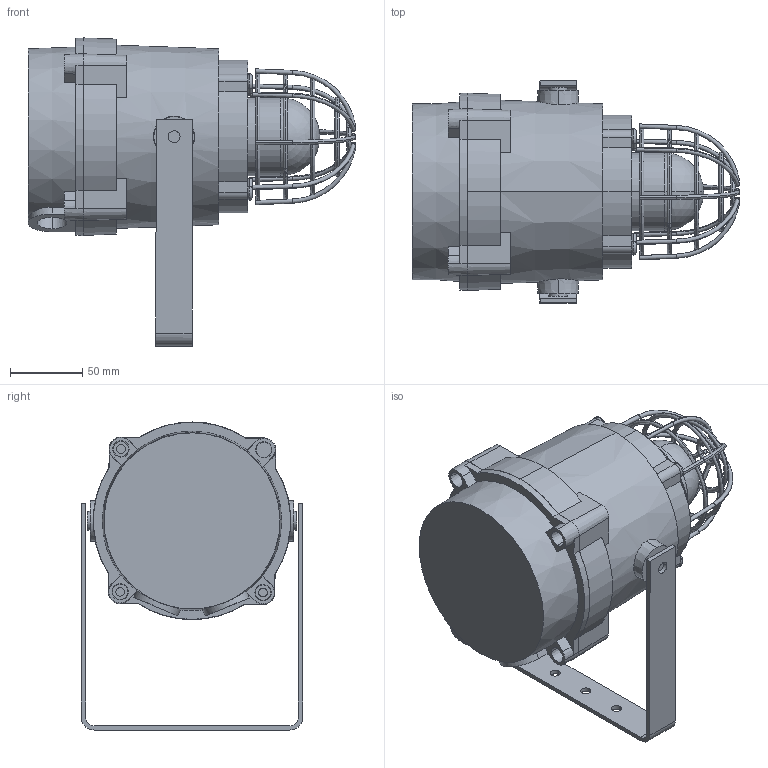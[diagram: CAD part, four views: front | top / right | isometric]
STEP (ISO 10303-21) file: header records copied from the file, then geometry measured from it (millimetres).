
FILE_DESCRIPTION (( 'STEP AP214' ), '1' );
FILE_NAME ('SK0118-3D_Issue_B.STEP', '2013-11-19T15:53:37', ( '' ), ( '' ), 'SwSTEP 2.0', 'SolidWorks 2014', '' );
FILE_SCHEMA (( 'AUTOMOTIVE_DESIGN' ));
Length unit declared in the file: millimetre
Products named in the file (5): D chamber cap; D2489-P-3D_Issue_D_OD115; stirrup; SK0118-3D_Issue_B; Beacon main body
Assembly tree (4 placements, depth 2):
  SK0118-3D_Issue_B
    Beacon main body
    D chamber cap
    stirrup
    D2489-P-3D_Issue_D_OD115
Bounding box: 226.82 x 153.6 x 213.51 mm (x, y, z)
Volume: 2247168.1 mm3; surface area: 182023.5 mm2
Topology: 8 solids, 8 shells, 264 faces, 670 edges, 423 vertices
Faces by surface type: plane 94, cylinder 77, torus 52, cone 39, sphere 2
Entity records: 9265 total; most frequent: CARTESIAN_POINT 2527, DIRECTION 1454, ORIENTED_EDGE 1332, EDGE_CURVE 666, AXIS2_PLACEMENT_3D 603, VERTEX_POINT 421, CIRCLE 332, EDGE_LOOP 293
